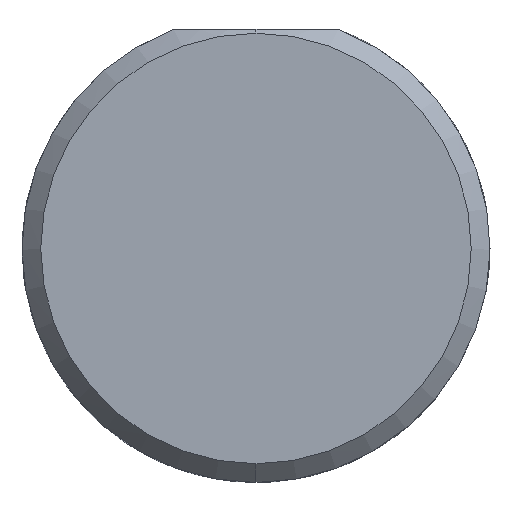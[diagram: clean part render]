
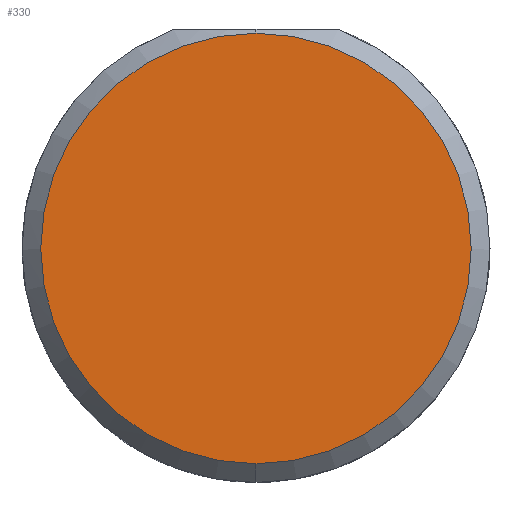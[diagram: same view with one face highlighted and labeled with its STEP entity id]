
A CAD part, left-side view. The second image highlights one B-rep face of the part: STEP entity #330.
In plain terms, the highlighted planar face has unit normal (-1, 0, 0).
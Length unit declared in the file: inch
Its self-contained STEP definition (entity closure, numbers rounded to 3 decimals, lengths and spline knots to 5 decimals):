
#28 = ORIENTED_EDGE ( 'NONE', *, *, #525, .T. ) ;
#35 = AXIS2_PLACEMENT_3D ( 'NONE', #396, #112, #298 ) ;
#75 = CIRCLE ( 'NONE', #423, 0.17235 ) ;
#112 = DIRECTION ( 'NONE',  ( -1., 0., 0. ) ) ;
#129 = ORIENTED_EDGE ( 'NONE', *, *, #403, .T. ) ;
#149 = FACE_OUTER_BOUND ( 'NONE', #544, .T. ) ;
#153 = AXIS2_PLACEMENT_3D ( 'NONE', #429, #335, #528 ) ;
#257 = CARTESIAN_POINT ( 'NONE',  ( 0., 0., -0.17235 ) ) ;
#298 = DIRECTION ( 'NONE',  ( 0., 0., 1. ) ) ;
#307 = CARTESIAN_POINT ( 'NONE',  ( 0., 0., 0. ) ) ;
#330 = ADVANCED_FACE ( 'NONE', ( #149 ), #422, .F. ) ;
#335 = DIRECTION ( 'NONE',  ( 1., 0., 0. ) ) ;
#358 = DIRECTION ( 'NONE',  ( -1., 0., 0. ) ) ;
#396 = CARTESIAN_POINT ( 'NONE',  ( 0., 0., 0. ) ) ;
#403 = EDGE_CURVE ( 'NONE', #431, #557, #488, .T. ) ;
#422 = PLANE ( 'NONE',  #153 ) ;
#423 = AXIS2_PLACEMENT_3D ( 'NONE', #307, #358, #612 ) ;
#429 = CARTESIAN_POINT ( 'NONE',  ( 0., 0., 0. ) ) ;
#431 = VERTEX_POINT ( 'NONE', #257 ) ;
#488 = CIRCLE ( 'NONE', #35, 0.17235 ) ;
#513 = CARTESIAN_POINT ( 'NONE',  ( 0., 0., 0.17235 ) ) ;
#525 = EDGE_CURVE ( 'NONE', #557, #431, #75, .T. ) ;
#528 = DIRECTION ( 'NONE',  ( 0., 0., -1. ) ) ;
#544 = EDGE_LOOP ( 'NONE', ( #129, #28 ) ) ;
#557 = VERTEX_POINT ( 'NONE', #513 ) ;
#612 = DIRECTION ( 'NONE',  ( 0., 0., 1. ) ) ;
